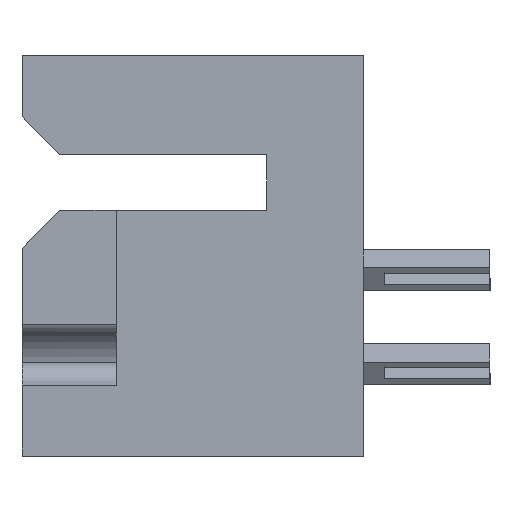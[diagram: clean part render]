
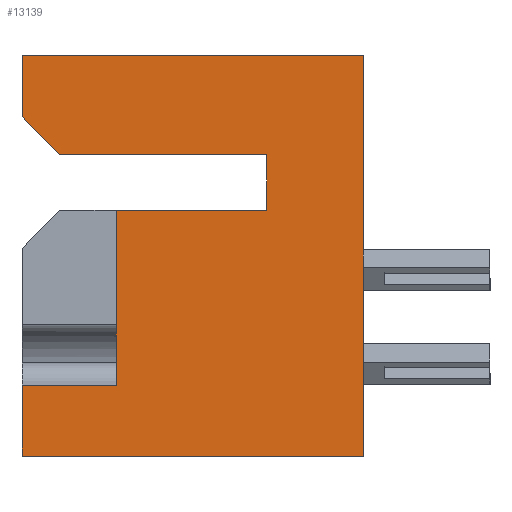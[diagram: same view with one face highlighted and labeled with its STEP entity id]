
A CAD part, left-side view. The second image highlights one B-rep face of the part: STEP entity #13139.
In plain terms, the highlighted planar face has unit normal (-1, 0, 0).
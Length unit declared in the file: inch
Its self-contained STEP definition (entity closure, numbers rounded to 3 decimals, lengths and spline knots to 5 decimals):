
#483 = EDGE_CURVE ( 'NONE', #6276, #12174, #8724, .T. ) ;
#527 = VERTEX_POINT ( 'NONE', #6495 ) ;
#926 = VERTEX_POINT ( 'NONE', #2469 ) ;
#1132 = DIRECTION ( 'NONE',  ( 0., 0., 1. ) ) ;
#1366 = LINE ( 'NONE', #11797, #4143 ) ;
#1576 = EDGE_CURVE ( 'NONE', #2997, #7978, #5148, .T. ) ;
#2014 = DIRECTION ( 'NONE',  ( 0., 0., 1. ) ) ;
#2411 = VECTOR ( 'NONE', #14780, 39.37008 ) ;
#2469 = CARTESIAN_POINT ( 'NONE',  ( 0., 0.128, -0.131 ) ) ;
#2543 = FACE_OUTER_BOUND ( 'NONE', #15964, .T. ) ;
#2548 = VECTOR ( 'NONE', #4379, 39.37008 ) ;
#2671 = CARTESIAN_POINT ( 'NONE',  ( 0., 0.453, 0. ) ) ;
#2699 = CARTESIAN_POINT ( 'NONE',  ( 0., 0.128, -0.205 ) ) ;
#2752 = PLANE ( 'NONE',  #16260 ) ;
#2997 = VERTEX_POINT ( 'NONE', #8318 ) ;
#2998 = LINE ( 'NONE', #13948, #6341 ) ;
#3305 = VERTEX_POINT ( 'NONE', #14923 ) ;
#3980 = LINE ( 'NONE', #12254, #2411 ) ;
#4109 = ORIENTED_EDGE ( 'NONE', *, *, #11402, .T. ) ;
#4143 = VECTOR ( 'NONE', #10480, 39.37008 ) ;
#4291 = ORIENTED_EDGE ( 'NONE', *, *, #8703, .T. ) ;
#4379 = DIRECTION ( 'NONE',  ( 0., -0.707, -0.707 ) ) ;
#4482 = LINE ( 'NONE', #5827, #8047 ) ;
#4564 = VECTOR ( 'NONE', #2014, 39.37008 ) ;
#4577 = VECTOR ( 'NONE', #10381, 39.37008 ) ;
#4846 = ORIENTED_EDGE ( 'NONE', *, *, #483, .T. ) ;
#5148 = LINE ( 'NONE', #2699, #6145 ) ;
#5175 = CARTESIAN_POINT ( 'NONE',  ( 0., 0.403, -0.131 ) ) ;
#5228 = CARTESIAN_POINT ( 'NONE',  ( 0., 0.453, -0.531 ) ) ;
#5234 = EDGE_CURVE ( 'NONE', #8648, #8360, #3980, .T. ) ;
#5347 = LINE ( 'NONE', #2671, #8305 ) ;
#5417 = EDGE_CURVE ( 'NONE', #3305, #7978, #2998, .T. ) ;
#5602 = ORIENTED_EDGE ( 'NONE', *, *, #14405, .F. ) ;
#5678 = EDGE_CURVE ( 'NONE', #2997, #926, #15643, .T. ) ;
#5827 = CARTESIAN_POINT ( 'NONE',  ( 0., 0.453, 0. ) ) ;
#6145 = VECTOR ( 'NONE', #11313, 39.37008 ) ;
#6276 = VERTEX_POINT ( 'NONE', #12276 ) ;
#6341 = VECTOR ( 'NONE', #1132, 39.37008 ) ;
#6347 = CARTESIAN_POINT ( 'NONE',  ( 0., 0.453, 0. ) ) ;
#6495 = CARTESIAN_POINT ( 'NONE',  ( 0., 0., 0. ) ) ;
#6973 = ORIENTED_EDGE ( 'NONE', *, *, #5417, .F. ) ;
#7340 = EDGE_CURVE ( 'NONE', #926, #9001, #1366, .T. ) ;
#7487 = EDGE_CURVE ( 'NONE', #8648, #9001, #16213, .T. ) ;
#7766 = ORIENTED_EDGE ( 'NONE', *, *, #7340, .F. ) ;
#7978 = VERTEX_POINT ( 'NONE', #13338 ) ;
#8013 = CARTESIAN_POINT ( 'NONE',  ( 0., 0.128, -0.131 ) ) ;
#8047 = VECTOR ( 'NONE', #12256, 39.37008 ) ;
#8305 = VECTOR ( 'NONE', #14051, 39.37008 ) ;
#8318 = CARTESIAN_POINT ( 'NONE',  ( 0., 0.128, -0.205 ) ) ;
#8360 = VERTEX_POINT ( 'NONE', #6347 ) ;
#8556 = VERTEX_POINT ( 'NONE', #9565 ) ;
#8648 = VERTEX_POINT ( 'NONE', #13163 ) ;
#8703 = EDGE_CURVE ( 'NONE', #3305, #8556, #13387, .T. ) ;
#8724 = LINE ( 'NONE', #5228, #9127 ) ;
#8974 = CARTESIAN_POINT ( 'NONE',  ( 0., 0.453, 0. ) ) ;
#8988 = DIRECTION ( 'NONE',  ( 0., -1., 0. ) ) ;
#9001 = VERTEX_POINT ( 'NONE', #5175 ) ;
#9127 = VECTOR ( 'NONE', #8988, 39.37008 ) ;
#9346 = CARTESIAN_POINT ( 'NONE',  ( 0., 0., -0.531 ) ) ;
#9565 = CARTESIAN_POINT ( 'NONE',  ( 0., 0.453, -0.437 ) ) ;
#9584 = ORIENTED_EDGE ( 'NONE', *, *, #7487, .T. ) ;
#10381 = DIRECTION ( 'NONE',  ( 0., 0., 1. ) ) ;
#10480 = DIRECTION ( 'NONE',  ( 0., 1., 0. ) ) ;
#10957 = CARTESIAN_POINT ( 'NONE',  ( 0., 0.328, -0.437 ) ) ;
#11253 = ORIENTED_EDGE ( 'NONE', *, *, #5678, .F. ) ;
#11313 = DIRECTION ( 'NONE',  ( 0., 1., 0. ) ) ;
#11402 = EDGE_CURVE ( 'NONE', #12174, #527, #11505, .T. ) ;
#11505 = LINE ( 'NONE', #12802, #4577 ) ;
#11797 = CARTESIAN_POINT ( 'NONE',  ( 0., 0.128, -0.131 ) ) ;
#11897 = EDGE_CURVE ( 'NONE', #8360, #527, #5347, .T. ) ;
#12174 = VERTEX_POINT ( 'NONE', #9346 ) ;
#12254 = CARTESIAN_POINT ( 'NONE',  ( 0., 0.453, 0. ) ) ;
#12256 = DIRECTION ( 'NONE',  ( 0., 0., 1. ) ) ;
#12276 = CARTESIAN_POINT ( 'NONE',  ( 0., 0.453, -0.531 ) ) ;
#12645 = DIRECTION ( 'NONE',  ( 0., 0., -1. ) ) ;
#12802 = CARTESIAN_POINT ( 'NONE',  ( 0., 0., 0. ) ) ;
#12863 = DIRECTION ( 'NONE',  ( 1., 0., 0. ) ) ;
#13139 = ADVANCED_FACE ( 'NONE', ( #2543 ), #2752, .F. ) ;
#13163 = CARTESIAN_POINT ( 'NONE',  ( 0., 0.453, -0.081 ) ) ;
#13338 = CARTESIAN_POINT ( 'NONE',  ( 0., 0.328, -0.205 ) ) ;
#13387 = LINE ( 'NONE', #10957, #13583 ) ;
#13583 = VECTOR ( 'NONE', #16141, 39.37008 ) ;
#13948 = CARTESIAN_POINT ( 'NONE',  ( 0., 0.328, -0.205 ) ) ;
#13959 = ORIENTED_EDGE ( 'NONE', *, *, #11897, .F. ) ;
#14051 = DIRECTION ( 'NONE',  ( 0., -1., 0. ) ) ;
#14219 = ORIENTED_EDGE ( 'NONE', *, *, #5234, .F. ) ;
#14405 = EDGE_CURVE ( 'NONE', #6276, #8556, #4482, .T. ) ;
#14780 = DIRECTION ( 'NONE',  ( 0., 0., 1. ) ) ;
#14923 = CARTESIAN_POINT ( 'NONE',  ( 0., 0.328, -0.437 ) ) ;
#15643 = LINE ( 'NONE', #8013, #4564 ) ;
#15712 = CARTESIAN_POINT ( 'NONE',  ( 0., 0.403, -0.131 ) ) ;
#15849 = ORIENTED_EDGE ( 'NONE', *, *, #1576, .T. ) ;
#15964 = EDGE_LOOP ( 'NONE', ( #4291, #5602, #4846, #4109, #13959, #14219, #9584, #7766, #11253, #15849, #6973 ) ) ;
#16141 = DIRECTION ( 'NONE',  ( 0., 1., 0. ) ) ;
#16213 = LINE ( 'NONE', #15712, #2548 ) ;
#16260 = AXIS2_PLACEMENT_3D ( 'NONE', #8974, #12863, #12645 ) ;
